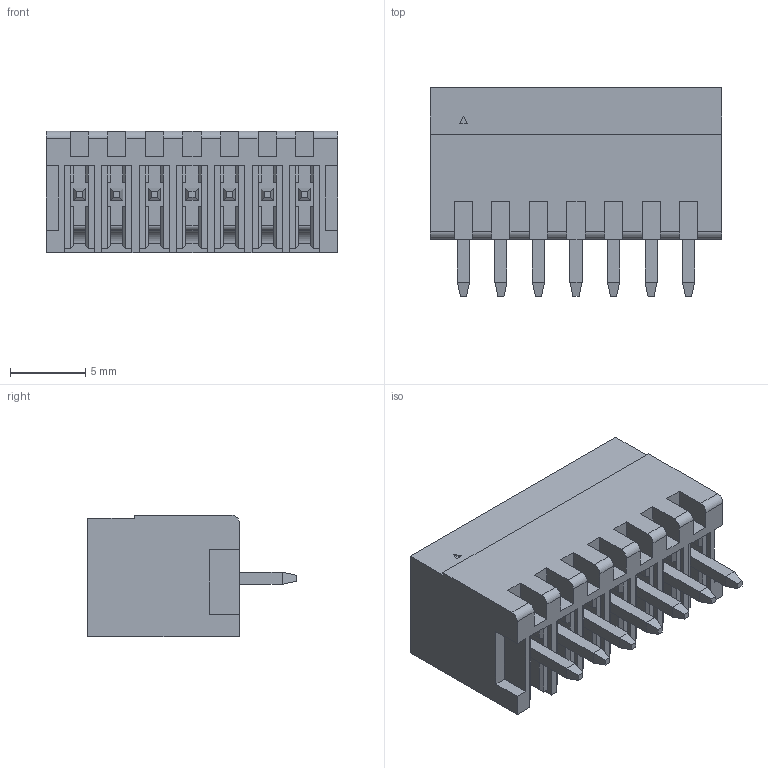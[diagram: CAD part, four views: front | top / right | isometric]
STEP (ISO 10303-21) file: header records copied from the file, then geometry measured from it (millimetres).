
FILE_DESCRIPTION (( 'STEP AP214' ), '1' );
FILE_NAME ('15EDGVC-2.5-07P-14-00AH.STEP', '2021-01-23T21:23:14', ( '' ), ( '' ), 'SwSTEP 2.0', 'SolidWorks 2020', '' );
FILE_SCHEMA (( 'AUTOMOTIVE_DESIGN' ));
Length unit declared in the file: millimetre
Products named in the file (1): 15EDGVC-2.5-07P-14-00AH
Bounding box: 19.4 x 13.9 x 8.1 mm (x, y, z)
Volume: 829.4 mm3; surface area: 1942.5 mm2
Topology: 1 solids, 1 shells, 867 faces, 2319 edges, 1496 vertices
Faces by surface type: plane 701, bspline 116, cylinder 36, torus 14
Entity records: 36940 total; most frequent: CARTESIAN_POINT 11815, ORIENTED_EDGE 4638, DIRECTION 3747, EDGE_CURVE 2319, VECTOR 1931, LINE 1931, VERTEX_POINT 1496, EDGE_LOOP 913
